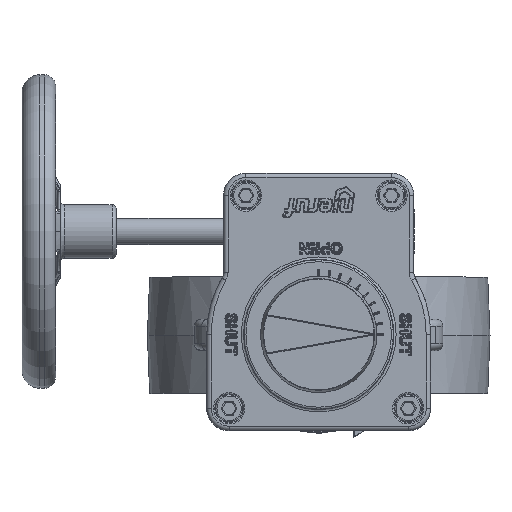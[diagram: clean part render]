
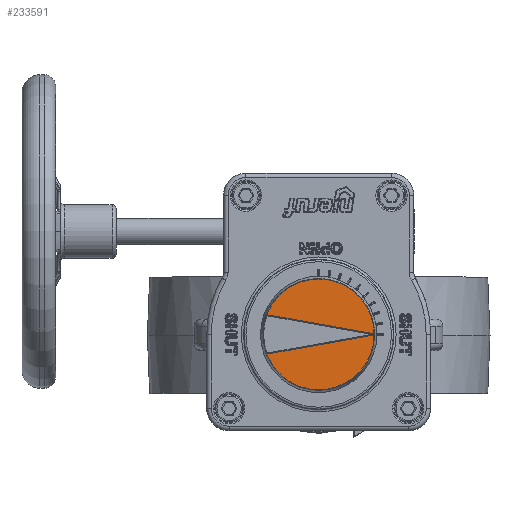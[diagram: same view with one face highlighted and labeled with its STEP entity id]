
A CAD part, top view. The second image highlights one B-rep face of the part: STEP entity #233591.
In plain terms, the highlighted planar face has unit normal (0, 0, 1).
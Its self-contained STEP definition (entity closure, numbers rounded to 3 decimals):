
#233523=CARTESIAN_POINT('',(-0.,-0.,245.));
#233524=DIRECTION('',(0.,0.,1.));
#233525=DIRECTION('',(0.,-1.,0.));
#233526=AXIS2_PLACEMENT_3D('',#233523,#233524,#233525);
#233527=PLANE('',#233526);
#233528=CARTESIAN_POINT('',(-23.13,-8.82,245.));
#233529=VERTEX_POINT('',#233528);
#233530=CARTESIAN_POINT('',(-0.,-24.755,245.));
#233531=VERTEX_POINT('',#233530);
#233532=CARTESIAN_POINT('',(-0.,-0.,245.));
#233533=DIRECTION('',(0.,0.,1.));
#233534=DIRECTION('',(0.,-1.,0.));
#233535=AXIS2_PLACEMENT_3D('',#233532,#233533,#233534);
#233536=CIRCLE('',#233535,24.755);
#233537=EDGE_CURVE('',#233529,#233531,#233536,.T.);
#233538=ORIENTED_EDGE('',*,*,#233537,.T.);
#233539=CARTESIAN_POINT('',(24.755,-0.,245.));
#233540=VERTEX_POINT('',#233539);
#233541=CARTESIAN_POINT('',(-0.,-0.,245.));
#233542=DIRECTION('',(0.,0.,1.));
#233543=DIRECTION('',(0.,-1.,0.));
#233544=AXIS2_PLACEMENT_3D('',#233541,#233542,#233543);
#233545=CIRCLE('',#233544,24.755);
#233546=EDGE_CURVE('',#233531,#233540,#233545,.T.);
#233547=ORIENTED_EDGE('',*,*,#233546,.T.);
#233548=CARTESIAN_POINT('',(-0.,24.755,245.));
#233549=VERTEX_POINT('',#233548);
#233550=CARTESIAN_POINT('',(-0.,-0.,245.));
#233551=DIRECTION('',(0.,0.,1.));
#233552=DIRECTION('',(0.,-1.,0.));
#233553=AXIS2_PLACEMENT_3D('',#233550,#233551,#233552);
#233554=CIRCLE('',#233553,24.755);
#233555=EDGE_CURVE('',#233540,#233549,#233554,.T.);
#233556=ORIENTED_EDGE('',*,*,#233555,.T.);
#233557=CARTESIAN_POINT('',(-23.13,8.82,245.));
#233558=VERTEX_POINT('',#233557);
#233559=CARTESIAN_POINT('',(-0.,-0.,245.));
#233560=DIRECTION('',(0.,0.,1.));
#233561=DIRECTION('',(0.,-1.,0.));
#233562=AXIS2_PLACEMENT_3D('',#233559,#233560,#233561);
#233563=CIRCLE('',#233562,24.755);
#233564=EDGE_CURVE('',#233549,#233558,#233563,.T.);
#233565=ORIENTED_EDGE('',*,*,#233564,.T.);
#233566=CARTESIAN_POINT('',(24.492,0.308,245.));
#233567=VERTEX_POINT('',#233566);
#233568=CARTESIAN_POINT('',(-23.13,8.82,245.));
#233569=DIRECTION('',(0.984,-0.176,0.));
#233570=VECTOR('',#233569,48.377);
#233571=LINE('',#233568,#233570);
#233572=EDGE_CURVE('',#233558,#233567,#233571,.T.);
#233573=ORIENTED_EDGE('',*,*,#233572,.T.);
#233574=CARTESIAN_POINT('',(24.492,-0.308,245.));
#233575=VERTEX_POINT('',#233574);
#233576=CARTESIAN_POINT('',(24.437,0.,245.));
#233577=DIRECTION('',(-0.,-0.,-1.));
#233578=DIRECTION('',(0.,-1.,0.));
#233579=AXIS2_PLACEMENT_3D('',#233576,#233577,#233578);
#233580=CIRCLE('',#233579,0.313);
#233581=EDGE_CURVE('',#233567,#233575,#233580,.T.);
#233582=ORIENTED_EDGE('',*,*,#233581,.T.);
#233583=CARTESIAN_POINT('',(24.492,-0.308,245.));
#233584=DIRECTION('',(-0.984,-0.176,0.));
#233585=VECTOR('',#233584,48.377);
#233586=LINE('',#233583,#233585);
#233587=EDGE_CURVE('',#233575,#233529,#233586,.T.);
#233588=ORIENTED_EDGE('',*,*,#233587,.T.);
#233589=EDGE_LOOP('',(#233538,#233547,#233556,#233565,#233573,#233582,#233588));
#233590=FACE_BOUND('',#233589,.T.);
#233591=ADVANCED_FACE('',(#233590),#233527,.T.);
